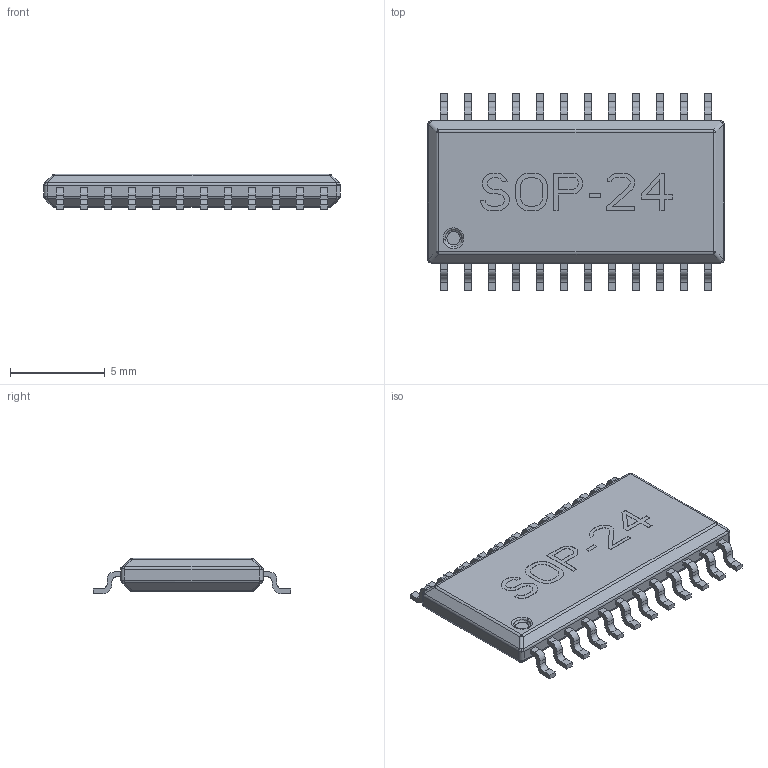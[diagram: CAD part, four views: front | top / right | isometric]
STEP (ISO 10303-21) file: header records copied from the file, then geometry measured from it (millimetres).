
FILE_DESCRIPTION (( 'STEP AP214' ), '1' );
FILE_NAME ('User Library-sop-24_asm.STEP', '2020-08-05T06:28:53', ( '' ), ( '' ), 'SwSTEP 2.0', 'SolidWorks 2020', '' );
FILE_SCHEMA (( 'AUTOMOTIVE_DESIGN' ));
Length unit declared in the file: millimetre
Products named in the file (3): User Library-sop-24_asm; PIN; KT
Assembly tree (25 placements, depth 2):
  User Library-sop-24_asm
    KT
    PIN  x24
Bounding box: 15.7 x 10.46 x 1.87 mm (x, y, z)
Volume: 200 mm3; surface area: 358.5 mm2
Topology: 25 solids, 25 shells, 593 faces, 1570 edges, 1005 vertices
Faces by surface type: plane 432, cylinder 125, bspline 36
Entity records: 11832 total; most frequent: CARTESIAN_POINT 2152, ORIENTED_EDGE 1420, DIRECTION 1337, EDGE_CURVE 710, LINE 589, VECTOR 589, VERTEX_POINT 453, AXIS2_PLACEMENT_3D 374
